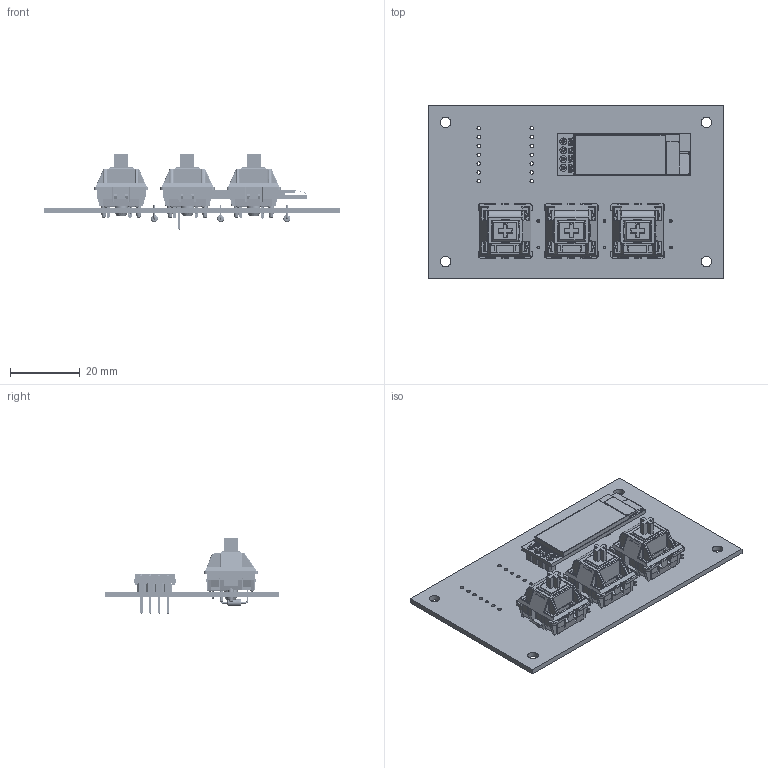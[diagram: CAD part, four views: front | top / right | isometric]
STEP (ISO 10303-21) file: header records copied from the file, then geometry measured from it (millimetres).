
FILE_DESCRIPTION(('KiCad electronic assembly'),'2;1');
FILE_NAME('osuPad.step','2025-11-29T23:12:37',('Pcbnew'),('Kicad'), 'Open CASCADE STEP processor 7.9','KiCad to STEP converter','Unknown' );
FILE_SCHEMA(('AUTOMOTIVE_DESIGN { 1 0 10303 214 1 1 1 1 }'));
Length unit declared in the file: millimetre
Products named in the file (10): osuPad 1; OLED_128x32; OLED_0.91_128x32; Pin Header 4 x 1 TH 2.54mm Pitch; RESC-0603; 2SD0601A; MX_PCB; Diode_DO-35; osuPad_PCB; osuPad 2
Assembly tree (24 placements, depth 3):
  osuPad 1
    OLED_128x32
      OLED_0.91_128x32
      Pin Header 4 x 1 TH 2.54mm Pitch
      RESC-0603  x13
      2SD0601A
    MX_PCB  x3
    Diode_DO-35  x3
    osuPad_PCB
  osuPad 2
Bounding box: 85 x 50 x 21.89 mm (x, y, z)
Volume: 10381.1 mm3; surface area: 20758.6 mm2
Topology: 80 solids, 80 shells, 4060 faces, 10573 edges, 6735 vertices
Faces by surface type: plane 2612, cylinder 1014, bspline 206, torus 120, sphere 78, cone 30
Full cylindrical faces by diameter (mm): 0.5 x9, 0.8 x6, 1 x22, 1.5 x6, 1.75 x6, 2 x14, 2.02 x3, 3 x4, 4 x3
Entity records: 64533 total; most frequent: CARTESIAN_POINT 19288, ORIENTED_EDGE 7902, DIRECTION 6977, EDGE_CURVE 3951, LINE 2877, VECTOR 2877, VERTEX_POINT 2525, AXIS2_PLACEMENT_3D 2050
